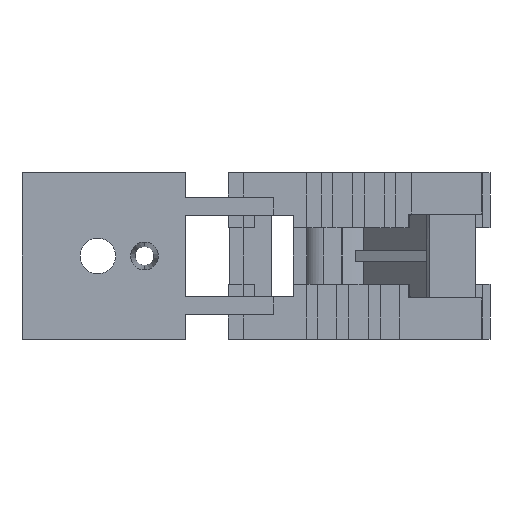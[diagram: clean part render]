
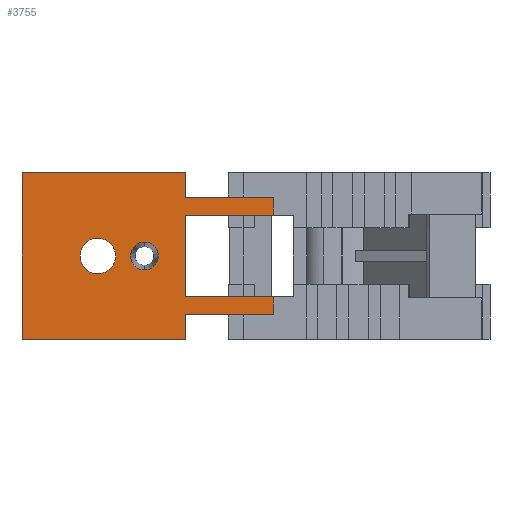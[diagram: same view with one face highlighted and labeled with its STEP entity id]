
A CAD part, left-side view. The second image highlights one B-rep face of the part: STEP entity #3755.
In plain terms, the highlighted planar face has unit normal (-1, 0, 0).
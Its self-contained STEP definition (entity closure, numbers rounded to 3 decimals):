
#39 = EDGE_LOOP ( 'NONE', ( #14801, #1741 ) ) ;
#56 = CARTESIAN_POINT ( 'NONE',  ( -2.5, 52.306, -14.3 ) ) ;
#244 = ORIENTED_EDGE ( 'NONE', *, *, #5884, .T. ) ;
#411 = AXIS2_PLACEMENT_3D ( 'NONE', #8076, #1296, #14842 ) ;
#435 = AXIS2_PLACEMENT_3D ( 'NONE', #10396, #6444, #15817 ) ;
#471 = VECTOR ( 'NONE', #1250, 1000. ) ;
#568 = EDGE_CURVE ( 'NONE', #9620, #11607, #11798, .T. ) ;
#903 = VECTOR ( 'NONE', #9291, 1000. ) ;
#1047 = LINE ( 'NONE', #1252, #11167 ) ;
#1092 = VERTEX_POINT ( 'NONE', #14356 ) ;
#1110 = CARTESIAN_POINT ( 'NONE',  ( -2.5, 80.306, -14.3 ) ) ;
#1154 = LINE ( 'NONE', #6153, #5578 ) ;
#1250 = DIRECTION ( 'NONE',  ( 0., 0., 1. ) ) ;
#1252 = CARTESIAN_POINT ( 'NONE',  ( -2.5, 52.306, -14.3 ) ) ;
#1296 = DIRECTION ( 'NONE',  ( 1., 0., 0. ) ) ;
#1313 = LINE ( 'NONE', #3421, #3424 ) ;
#1321 = VERTEX_POINT ( 'NONE', #5517 ) ;
#1541 = CARTESIAN_POINT ( 'NONE',  ( -2.5, 52.306, -10. ) ) ;
#1605 = VECTOR ( 'NONE', #11562, 1000. ) ;
#1741 = ORIENTED_EDGE ( 'NONE', *, *, #12118, .T. ) ;
#1772 = DIRECTION ( 'NONE',  ( -1., 0., 0. ) ) ;
#1982 = VECTOR ( 'NONE', #13369, 1000. ) ;
#1989 = LINE ( 'NONE', #3398, #2632 ) ;
#2022 = VERTEX_POINT ( 'NONE', #1541 ) ;
#2290 = DIRECTION ( 'NONE',  ( 0., 0., 1. ) ) ;
#2515 = ORIENTED_EDGE ( 'NONE', *, *, #9186, .T. ) ;
#2546 = DIRECTION ( 'NONE',  ( 0., 0., 1. ) ) ;
#2626 = ORIENTED_EDGE ( 'NONE', *, *, #8245, .F. ) ;
#2632 = VECTOR ( 'NONE', #7411, 1000. ) ;
#2681 = ORIENTED_EDGE ( 'NONE', *, *, #16547, .T. ) ;
#2693 = CARTESIAN_POINT ( 'NONE',  ( -2.5, 37.108, 7. ) ) ;
#3070 = FACE_BOUND ( 'NONE', #10159, .T. ) ;
#3280 = CARTESIAN_POINT ( 'NONE',  ( -2.5, 59.306, 2.392 ) ) ;
#3398 = CARTESIAN_POINT ( 'NONE',  ( -2.5, 37.108, 10. ) ) ;
#3419 = LINE ( 'NONE', #6688, #903 ) ;
#3421 = CARTESIAN_POINT ( 'NONE',  ( -2.5, 37.108, 10. ) ) ;
#3424 = VECTOR ( 'NONE', #15577, 1000. ) ;
#3489 = CIRCLE ( 'NONE', #6294, 3.05 ) ;
#3729 = CARTESIAN_POINT ( 'NONE',  ( -2.5, 80.306, 14.3 ) ) ;
#3755 = ADVANCED_FACE ( 'NONE', ( #3070, #10259, #5817 ), #8667, .T. ) ;
#3992 = DIRECTION ( 'NONE',  ( 1., 0., 0. ) ) ;
#4101 = EDGE_CURVE ( 'NONE', #11607, #10477, #5576, .T. ) ;
#4108 = VERTEX_POINT ( 'NONE', #13476 ) ;
#4513 = ORIENTED_EDGE ( 'NONE', *, *, #12290, .T. ) ;
#4520 = VECTOR ( 'NONE', #5141, 1000. ) ;
#4725 = EDGE_CURVE ( 'NONE', #4108, #10477, #1313, .T. ) ;
#4965 = CARTESIAN_POINT ( 'NONE',  ( -2.5, 67.306, -3.05 ) ) ;
#5141 = DIRECTION ( 'NONE',  ( 0., 1., 0. ) ) ;
#5174 = CARTESIAN_POINT ( 'NONE',  ( -2.5, 52.306, -14.3 ) ) ;
#5345 = ORIENTED_EDGE ( 'NONE', *, *, #16302, .T. ) ;
#5356 = LINE ( 'NONE', #9117, #4520 ) ;
#5452 = DIRECTION ( 'NONE',  ( 0., 0., 1. ) ) ;
#5517 = CARTESIAN_POINT ( 'NONE',  ( -2.5, 37.108, -10. ) ) ;
#5527 = VERTEX_POINT ( 'NONE', #10982 ) ;
#5551 = ORIENTED_EDGE ( 'NONE', *, *, #4725, .F. ) ;
#5576 = LINE ( 'NONE', #2693, #1982 ) ;
#5578 = VECTOR ( 'NONE', #15595, 1000. ) ;
#5709 = VERTEX_POINT ( 'NONE', #10291 ) ;
#5721 = EDGE_CURVE ( 'NONE', #2022, #1321, #1154, .T. ) ;
#5817 = FACE_OUTER_BOUND ( 'NONE', #16164, .T. ) ;
#5841 = CARTESIAN_POINT ( 'NONE',  ( -2.5, 37.108, -10. ) ) ;
#5884 = EDGE_CURVE ( 'NONE', #7922, #12147, #5356, .T. ) ;
#6130 = CARTESIAN_POINT ( 'NONE',  ( -2.5, 59.306, -2.392 ) ) ;
#6143 = VERTEX_POINT ( 'NONE', #15100 ) ;
#6153 = CARTESIAN_POINT ( 'NONE',  ( -2.5, 37.108, -10. ) ) ;
#6294 = AXIS2_PLACEMENT_3D ( 'NONE', #14657, #3992, #14766 ) ;
#6444 = DIRECTION ( 'NONE',  ( 1., 0., 0. ) ) ;
#6688 = CARTESIAN_POINT ( 'NONE',  ( -2.5, 80.306, -14.3 ) ) ;
#7237 = ORIENTED_EDGE ( 'NONE', *, *, #5721, .T. ) ;
#7314 = EDGE_CURVE ( 'NONE', #1321, #5527, #8740, .T. ) ;
#7411 = DIRECTION ( 'NONE',  ( 0., -1., 0. ) ) ;
#7656 = VERTEX_POINT ( 'NONE', #4965 ) ;
#7664 = CARTESIAN_POINT ( 'NONE',  ( -2.5, 37.108, -7. ) ) ;
#7788 = VECTOR ( 'NONE', #5452, 1000. ) ;
#7846 = ORIENTED_EDGE ( 'NONE', *, *, #11380, .F. ) ;
#7922 = VERTEX_POINT ( 'NONE', #10960 ) ;
#8076 = CARTESIAN_POINT ( 'NONE',  ( -2.5, 59.306, 0. ) ) ;
#8089 = VERTEX_POINT ( 'NONE', #6130 ) ;
#8096 = CIRCLE ( 'NONE', #13263, 2.392 ) ;
#8118 = VECTOR ( 'NONE', #2546, 1000. ) ;
#8245 = EDGE_CURVE ( 'NONE', #9620, #5527, #9847, .T. ) ;
#8288 = CIRCLE ( 'NONE', #435, 3.05 ) ;
#8310 = VERTEX_POINT ( 'NONE', #1110 ) ;
#8667 = PLANE ( 'NONE',  #15949 ) ;
#8740 = LINE ( 'NONE', #11993, #8118 ) ;
#9094 = CARTESIAN_POINT ( 'NONE',  ( -2.5, 59.306, 0. ) ) ;
#9117 = CARTESIAN_POINT ( 'NONE',  ( -2.5, 52.306, 14.3 ) ) ;
#9186 = EDGE_CURVE ( 'NONE', #12147, #8310, #3419, .T. ) ;
#9291 = DIRECTION ( 'NONE',  ( 0., 0., -1. ) ) ;
#9377 = CIRCLE ( 'NONE', #411, 2.392 ) ;
#9545 = DIRECTION ( 'NONE',  ( 0., -1., 0. ) ) ;
#9620 = VERTEX_POINT ( 'NONE', #10153 ) ;
#9847 = LINE ( 'NONE', #7664, #1605 ) ;
#10153 = CARTESIAN_POINT ( 'NONE',  ( -2.5, 52.306, -7. ) ) ;
#10159 = EDGE_LOOP ( 'NONE', ( #11774, #14987 ) ) ;
#10259 = FACE_BOUND ( 'NONE', #39, .T. ) ;
#10291 = CARTESIAN_POINT ( 'NONE',  ( -2.5, 67.306, 3.05 ) ) ;
#10377 = CARTESIAN_POINT ( 'NONE',  ( -2.5, 37.108, 7. ) ) ;
#10396 = CARTESIAN_POINT ( 'NONE',  ( -2.5, 67.306, 0. ) ) ;
#10477 = VERTEX_POINT ( 'NONE', #10377 ) ;
#10617 = ORIENTED_EDGE ( 'NONE', *, *, #4101, .T. ) ;
#10743 = EDGE_CURVE ( 'NONE', #14618, #8089, #9377, .T. ) ;
#10960 = CARTESIAN_POINT ( 'NONE',  ( -2.5, 52.306, 14.3 ) ) ;
#10982 = CARTESIAN_POINT ( 'NONE',  ( -2.5, 37.108, -7. ) ) ;
#11167 = VECTOR ( 'NONE', #17312, 1000. ) ;
#11251 = EDGE_CURVE ( 'NONE', #7656, #5709, #3489, .T. ) ;
#11380 = EDGE_CURVE ( 'NONE', #6143, #4108, #1989, .T. ) ;
#11562 = DIRECTION ( 'NONE',  ( 0., -1., 0. ) ) ;
#11607 = VERTEX_POINT ( 'NONE', #14521 ) ;
#11774 = ORIENTED_EDGE ( 'NONE', *, *, #15559, .T. ) ;
#11798 = LINE ( 'NONE', #56, #7788 ) ;
#11838 = LINE ( 'NONE', #16238, #471 ) ;
#11993 = CARTESIAN_POINT ( 'NONE',  ( -2.5, 37.108, -10. ) ) ;
#12118 = EDGE_CURVE ( 'NONE', #5709, #7656, #8288, .T. ) ;
#12147 = VERTEX_POINT ( 'NONE', #3729 ) ;
#12290 = EDGE_CURVE ( 'NONE', #6143, #7922, #1047, .T. ) ;
#12611 = DIRECTION ( 'NONE',  ( 0., 0., 1. ) ) ;
#13263 = AXIS2_PLACEMENT_3D ( 'NONE', #9094, #15498, #2290 ) ;
#13369 = DIRECTION ( 'NONE',  ( 0., -1., 0. ) ) ;
#13476 = CARTESIAN_POINT ( 'NONE',  ( -2.5, 37.108, 10. ) ) ;
#13565 = ORIENTED_EDGE ( 'NONE', *, *, #7314, .T. ) ;
#14346 = LINE ( 'NONE', #5174, #16483 ) ;
#14356 = CARTESIAN_POINT ( 'NONE',  ( -2.5, 52.306, -14.3 ) ) ;
#14521 = CARTESIAN_POINT ( 'NONE',  ( -2.5, 52.306, 7. ) ) ;
#14618 = VERTEX_POINT ( 'NONE', #3280 ) ;
#14657 = CARTESIAN_POINT ( 'NONE',  ( -2.5, 67.306, 0. ) ) ;
#14766 = DIRECTION ( 'NONE',  ( 0., 0., -1. ) ) ;
#14801 = ORIENTED_EDGE ( 'NONE', *, *, #11251, .T. ) ;
#14842 = DIRECTION ( 'NONE',  ( 0., 0., 1. ) ) ;
#14987 = ORIENTED_EDGE ( 'NONE', *, *, #10743, .T. ) ;
#15100 = CARTESIAN_POINT ( 'NONE',  ( -2.5, 52.306, 10. ) ) ;
#15498 = DIRECTION ( 'NONE',  ( 1., 0., 0. ) ) ;
#15559 = EDGE_CURVE ( 'NONE', #8089, #14618, #8096, .T. ) ;
#15577 = DIRECTION ( 'NONE',  ( 0., 0., -1. ) ) ;
#15595 = DIRECTION ( 'NONE',  ( 0., -1., 0. ) ) ;
#15817 = DIRECTION ( 'NONE',  ( 0., 0., -1. ) ) ;
#15949 = AXIS2_PLACEMENT_3D ( 'NONE', #5841, #1772, #12611 ) ;
#16164 = EDGE_LOOP ( 'NONE', ( #2626, #16739, #10617, #5551, #7846, #4513, #244, #2515, #2681, #5345, #7237, #13565 ) ) ;
#16238 = CARTESIAN_POINT ( 'NONE',  ( -2.5, 52.306, -14.3 ) ) ;
#16302 = EDGE_CURVE ( 'NONE', #1092, #2022, #11838, .T. ) ;
#16483 = VECTOR ( 'NONE', #9545, 1000. ) ;
#16547 = EDGE_CURVE ( 'NONE', #8310, #1092, #14346, .T. ) ;
#16739 = ORIENTED_EDGE ( 'NONE', *, *, #568, .T. ) ;
#17312 = DIRECTION ( 'NONE',  ( 0., 0., 1. ) ) ;
